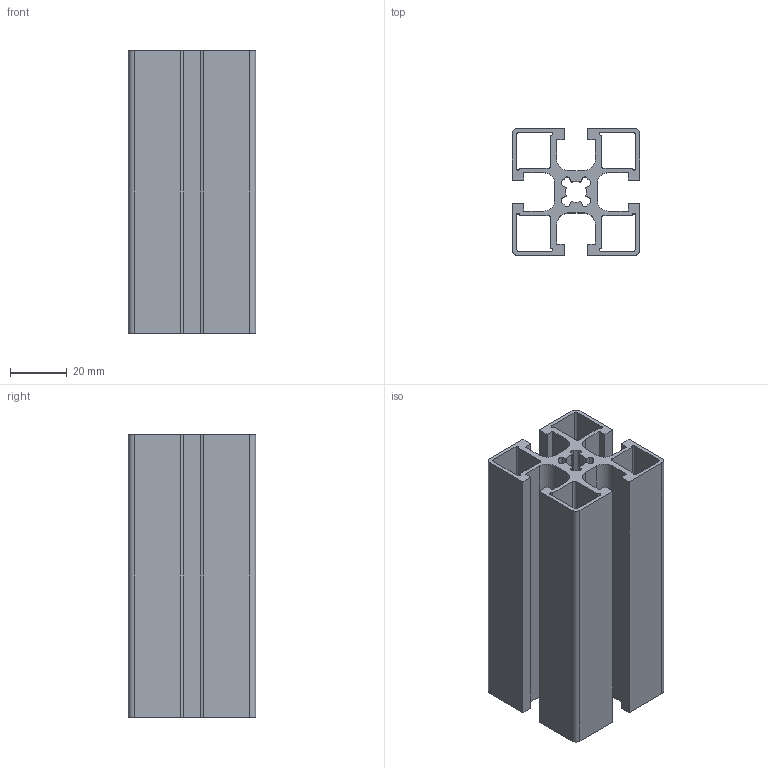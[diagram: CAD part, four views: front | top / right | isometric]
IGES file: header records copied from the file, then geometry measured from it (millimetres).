
Global section: file name: 104545E.stp.ipt; native system: Autodesk Inventor 2014; preprocessor: unknown; author: zeman; date: 20151016.101221; units: millimetre
Bounding box: 45 x 45 x 100 mm (x, y, z)
Volume: 60860.5 mm3; surface area: 58720.8 mm2
Topology: 1 solids, 1 shells, 114 faces, 336 edges, 224 vertices
Faces by surface type: plane 62, revolution 40, cylinder 12
